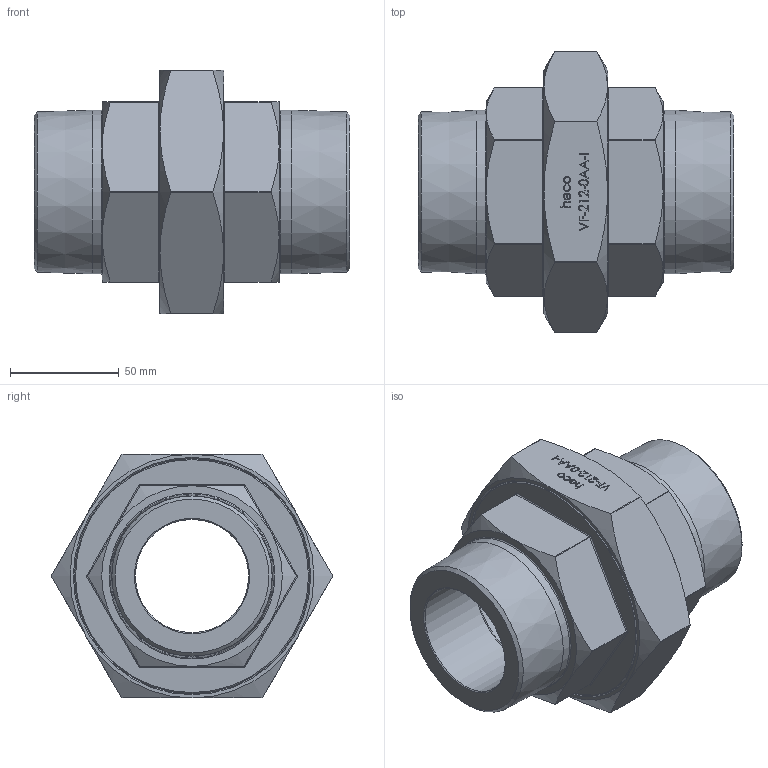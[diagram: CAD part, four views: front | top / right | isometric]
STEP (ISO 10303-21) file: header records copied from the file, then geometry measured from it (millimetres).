
FILE_DESCRIPTION (( 'STEP AP214' ), '1' );
FILE_NAME ('heco_VF-212-0AA-I.STEP', '2016-07-06T10:02:41', ( '' ), ( '' ), 'SwSTEP 2.0', 'SolidWorks 2011', '' );
FILE_SCHEMA (( 'AUTOMOTIVE_DESIGN' ));
Length unit declared in the file: millimetre
Products named in the file (1): heco_VF-212-0AA-I
Bounding box: 145 x 129.23 x 112.05 mm (x, y, z)
Volume: 567154.7 mm3; surface area: 81436.6 mm2
Topology: 1 solids, 1 shells, 278 faces, 680 edges, 421 vertices
Faces by surface type: plane 135, bspline 68, cylinder 38, cone 34, torus 3
Full cylindrical faces by diameter (mm): 52 x2, 56 x1, 75.184 x2, 106 x1, 107.4 x1, 108 x1
Entity records: 13034 total; most frequent: CARTESIAN_POINT 5549, ORIENTED_EDGE 1292, DIRECTION 900, EDGE_CURVE 646, VERTEX_POINT 420, VECTOR 374, LINE 374, EDGE_LOOP 330
